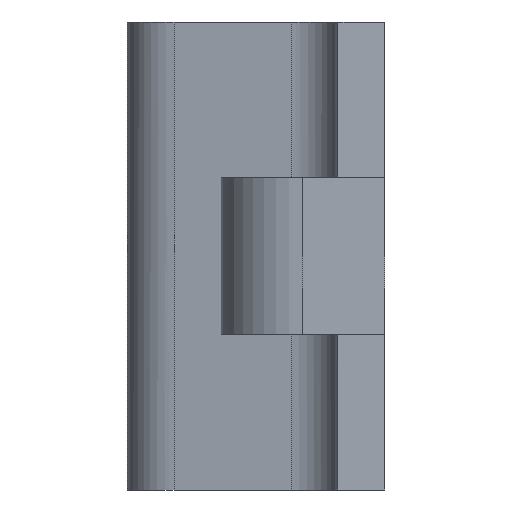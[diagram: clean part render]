
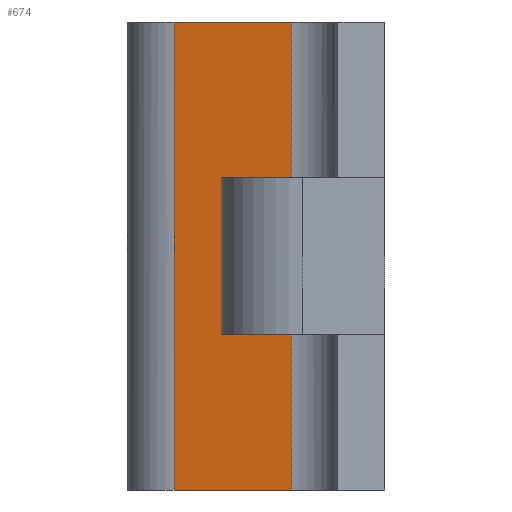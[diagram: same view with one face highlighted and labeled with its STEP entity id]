
A CAD part, left-side view. The second image highlights one B-rep face of the part: STEP entity #674.
In plain terms, the highlighted planar face has unit normal (-0.995, 0, -0.1).
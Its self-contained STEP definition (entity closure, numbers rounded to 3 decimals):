
#42=PLANE('',#736);
#66=FACE_OUTER_BOUND('',#101,.T.);
#101=EDGE_LOOP('',(#472,#473,#474,#475));
#146=LINE('',#1008,#219);
#148=LINE('',#1014,#221);
#149=LINE('',#1016,#222);
#150=LINE('',#1017,#223);
#219=VECTOR('',#809,10.);
#221=VECTOR('',#815,10.);
#222=VECTOR('',#816,10.);
#223=VECTOR('',#817,10.);
#302=VERTEX_POINT('',#1005);
#303=VERTEX_POINT('',#1007);
#305=VERTEX_POINT('',#1013);
#306=VERTEX_POINT('',#1015);
#369=EDGE_CURVE('',#302,#303,#146,.T.);
#372=EDGE_CURVE('',#302,#305,#148,.T.);
#373=EDGE_CURVE('',#306,#305,#149,.T.);
#374=EDGE_CURVE('',#303,#306,#150,.T.);
#472=ORIENTED_EDGE('',*,*,#369,.F.);
#473=ORIENTED_EDGE('',*,*,#372,.T.);
#474=ORIENTED_EDGE('',*,*,#373,.F.);
#475=ORIENTED_EDGE('',*,*,#374,.F.);
#674=ADVANCED_FACE('',(#66),#42,.T.);
#736=AXIS2_PLACEMENT_3D('',#1012,#813,#814);
#809=DIRECTION('',(0.1,0.,-0.995));
#813=DIRECTION('center_axis',(-0.995,0.,-0.1));
#814=DIRECTION('ref_axis',(-0.1,0.,0.995));
#815=DIRECTION('',(0.,1.,0.));
#816=DIRECTION('',(-0.1,0.,0.995));
#817=DIRECTION('',(0.,1.,0.));
#1005=CARTESIAN_POINT('',(-6.255,2.,0.));
#1007=CARTESIAN_POINT('',(-5.255,2.,-10.));
#1008=CARTESIAN_POINT('',(-5.871,2.,-3.837));
#1012=CARTESIAN_POINT('Origin',(-5.255,1.,-10.));
#1013=CARTESIAN_POINT('',(-6.255,4.5,0.));
#1014=CARTESIAN_POINT('',(-6.255,1.,0.));
#1015=CARTESIAN_POINT('',(-5.255,4.5,-10.));
#1016=CARTESIAN_POINT('',(-5.45,4.5,-8.045));
#1017=CARTESIAN_POINT('',(-5.255,1.,-10.));
